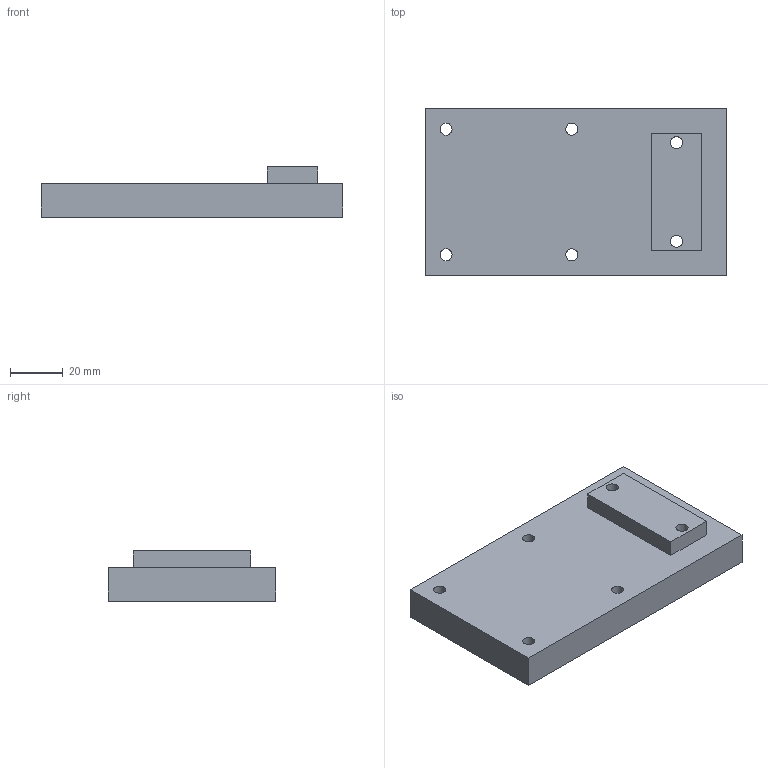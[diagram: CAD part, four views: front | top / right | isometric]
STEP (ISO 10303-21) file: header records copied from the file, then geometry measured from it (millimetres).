
FILE_DESCRIPTION(('FreeCAD Model'),'2;1');
FILE_NAME('Open CASCADE Shape Model','2025-08-25T16:05:56',(''),(''), 'Open CASCADE STEP processor 7.8','FreeCAD','Unknown');
FILE_SCHEMA(('AUTOMOTIVE_DESIGN { 1 0 10303 214 1 1 1 1 }'));
Length unit declared in the file: millimetre
Products named in the file (1): Body
Bounding box: 114.3 x 63.5 x 19.05 mm (x, y, z)
Volume: 91363.3 mm3; surface area: 23827.4 mm2
Topology: 1 solids, 1 shells, 34 faces, 78 edges, 52 vertices
Faces by surface type: plane 24, cylinder 10
Full cylindrical faces by diameter (mm): 4.572 x6, 8.731 x4
Entity records: 1008 total; most frequent: DIRECTION 168, CARTESIAN_POINT 165, ORIENTED_EDGE 156, EDGE_CURVE 78, LINE 58, VECTOR 58, AXIS2_PLACEMENT_3D 55, FACE_BOUND 52
